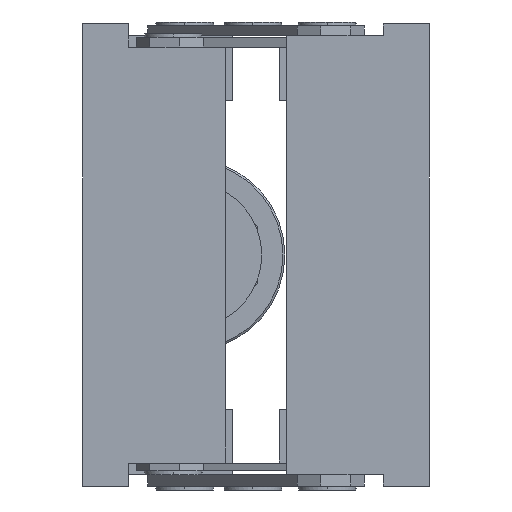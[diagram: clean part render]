
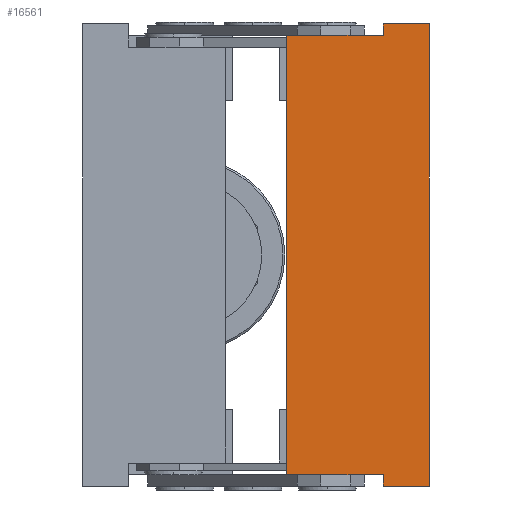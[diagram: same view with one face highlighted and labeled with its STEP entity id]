
A CAD part, left-side view. The second image highlights one B-rep face of the part: STEP entity #16561.
In plain terms, the highlighted planar face has unit normal (-1, 0, 0).
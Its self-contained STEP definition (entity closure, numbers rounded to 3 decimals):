
#14632 = EDGE_CURVE ( 'NONE', #14656, #14633, #19569, .T. ) ;
#14633 = VERTEX_POINT ( 'NONE', #19609 ) ;
#14656 = VERTEX_POINT ( 'NONE', #19558 ) ;
#15830 = VERTEX_POINT ( 'NONE', #21279 ) ;
#15836 = EDGE_CURVE ( 'NONE', #15837, #15830, #21274, .T. ) ;
#15837 = VERTEX_POINT ( 'NONE', #21270 ) ;
#16418 = VERTEX_POINT ( 'NONE', #22137 ) ;
#16438 = EDGE_CURVE ( 'NONE', #15830, #16450, #22045, .T. ) ;
#16450 = VERTEX_POINT ( 'NONE', #22178 ) ;
#16478 = VERTEX_POINT ( 'NONE', #22312 ) ;
#16516 = EDGE_CURVE ( 'NONE', #14633, #16478, #22288, .T. ) ;
#16526 = EDGE_CURVE ( 'NONE', #14656, #16418, #22222, .T. ) ;
#16530 = ORIENTED_EDGE ( 'NONE', *, *, #16531, .T. ) ;
#16531 = EDGE_CURVE ( 'NONE', #16450, #16478, #22196, .T. ) ;
#16536 = EDGE_LOOP ( 'NONE', ( #16530, #16644, #16645, #16538, #16539, #16580, #16661, #16639 ) ) ;
#16538 = ORIENTED_EDGE ( 'NONE', *, *, #16526, .T. ) ;
#16539 = ORIENTED_EDGE ( 'NONE', *, *, #16579, .F. ) ;
#16561 = ADVANCED_FACE ( 'NONE', ( #22164 ), #22349, .F. ) ;
#16579 = EDGE_CURVE ( 'NONE', #16598, #16418, #22367, .T. ) ;
#16580 = ORIENTED_EDGE ( 'NONE', *, *, #16581, .F. ) ;
#16581 = EDGE_CURVE ( 'NONE', #15837, #16598, #22364, .T. ) ;
#16598 = VERTEX_POINT ( 'NONE', #22434 ) ;
#16639 = ORIENTED_EDGE ( 'NONE', *, *, #16438, .T. ) ;
#16644 = ORIENTED_EDGE ( 'NONE', *, *, #16516, .F. ) ;
#16645 = ORIENTED_EDGE ( 'NONE', *, *, #14632, .F. ) ;
#16661 = ORIENTED_EDGE ( 'NONE', *, *, #15836, .T. ) ;
#19558 = CARTESIAN_POINT ( 'NONE',  ( -90., 12., 60. ) ) ;
#19564 = DIRECTION ( 'NONE',  ( 0., -1., 0. ) ) ;
#19565 = VECTOR ( 'NONE', #19564, 1000. ) ;
#19566 = CARTESIAN_POINT ( 'NONE',  ( -90., 12., 60. ) ) ;
#19569 = LINE ( 'NONE', #19566, #19565 ) ;
#19609 = CARTESIAN_POINT ( 'NONE',  ( -90., 0., 60. ) ) ;
#21270 = CARTESIAN_POINT ( 'NONE',  ( -90., 37., -57. ) ) ;
#21271 = DIRECTION ( 'NONE',  ( 0., -1., 0. ) ) ;
#21272 = VECTOR ( 'NONE', #21271, 1000. ) ;
#21273 = CARTESIAN_POINT ( 'NONE',  ( -90., 37., -57. ) ) ;
#21274 = LINE ( 'NONE', #21273, #21272 ) ;
#21279 = CARTESIAN_POINT ( 'NONE',  ( -90., 12., -57. ) ) ;
#22042 = DIRECTION ( 'NONE',  ( 0., 0., -1. ) ) ;
#22043 = VECTOR ( 'NONE', #22042, 1000. ) ;
#22044 = CARTESIAN_POINT ( 'NONE',  ( -90., 12., 60. ) ) ;
#22045 = LINE ( 'NONE', #22044, #22043 ) ;
#22137 = CARTESIAN_POINT ( 'NONE',  ( -90., 12., 57. ) ) ;
#22164 = FACE_OUTER_BOUND ( 'NONE', #16536, .T. ) ;
#22178 = CARTESIAN_POINT ( 'NONE',  ( -90., 12., -60. ) ) ;
#22193 = DIRECTION ( 'NONE',  ( 0., -1., 0. ) ) ;
#22194 = VECTOR ( 'NONE', #22193, 1000. ) ;
#22195 = CARTESIAN_POINT ( 'NONE',  ( -90., 12., -60. ) ) ;
#22196 = LINE ( 'NONE', #22195, #22194 ) ;
#22219 = DIRECTION ( 'NONE',  ( 0., 0., -1. ) ) ;
#22220 = VECTOR ( 'NONE', #22219, 1000. ) ;
#22221 = CARTESIAN_POINT ( 'NONE',  ( -90., 12., 60. ) ) ;
#22222 = LINE ( 'NONE', #22221, #22220 ) ;
#22285 = DIRECTION ( 'NONE',  ( 0., 0., -1. ) ) ;
#22286 = VECTOR ( 'NONE', #22285, 1000. ) ;
#22287 = CARTESIAN_POINT ( 'NONE',  ( -90., 0., 60. ) ) ;
#22288 = LINE ( 'NONE', #22287, #22286 ) ;
#22312 = CARTESIAN_POINT ( 'NONE',  ( -90., 0., -60. ) ) ;
#22349 = PLANE ( 'NONE',  #22350 ) ;
#22350 = AXIS2_PLACEMENT_3D ( 'NONE', #22415, #22471, #22467 ) ;
#22351 = VECTOR ( 'NONE', #22365, 1000. ) ;
#22352 = CARTESIAN_POINT ( 'NONE',  ( -90., 37., 57. ) ) ;
#22364 = LINE ( 'NONE', #22425, #22424 ) ;
#22365 = DIRECTION ( 'NONE',  ( 0., -1., 0. ) ) ;
#22367 = LINE ( 'NONE', #22352, #22351 ) ;
#22415 = CARTESIAN_POINT ( 'NONE',  ( -90., 12., 60. ) ) ;
#22423 = DIRECTION ( 'NONE',  ( 0., 0., 1. ) ) ;
#22424 = VECTOR ( 'NONE', #22423, 1000. ) ;
#22425 = CARTESIAN_POINT ( 'NONE',  ( -90., 37., -57. ) ) ;
#22434 = CARTESIAN_POINT ( 'NONE',  ( -90., 37., 57. ) ) ;
#22467 = DIRECTION ( 'NONE',  ( 0., 0., -1. ) ) ;
#22471 = DIRECTION ( 'NONE',  ( 1., 0., 0. ) ) ;
